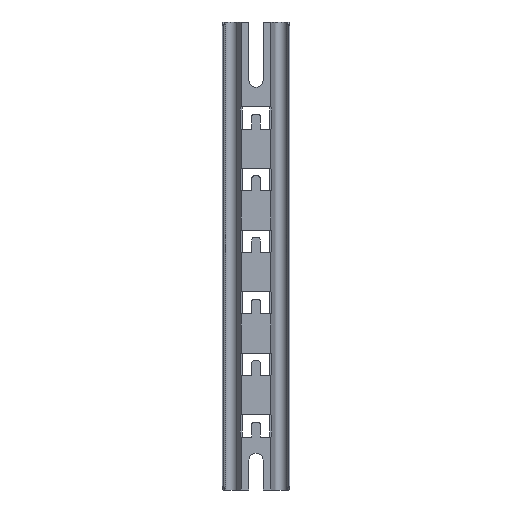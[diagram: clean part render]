
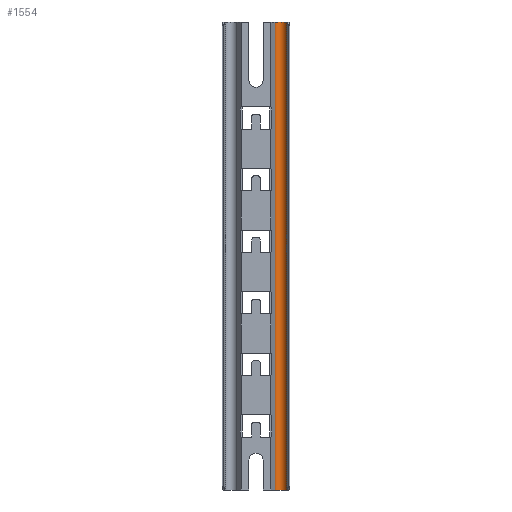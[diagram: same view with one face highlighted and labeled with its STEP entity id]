
A CAD part, front view. The second image highlights one B-rep face of the part: STEP entity #1554.
In plain terms, the highlighted cylindrical face has radius 5 mm (diameter 10 mm), a partial arc.
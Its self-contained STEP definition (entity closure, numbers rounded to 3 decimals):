
#21 = EDGE_CURVE ( 'NONE', #1437, #1645, #1962, .T. ) ;
#55 = CYLINDRICAL_SURFACE ( 'NONE', #2225, 5. ) ;
#74 = DIRECTION ( 'NONE',  ( 0., 0., -1. ) ) ;
#83 = EDGE_CURVE ( 'NONE', #1437, #3135, #2475, .T. ) ;
#122 = AXIS2_PLACEMENT_3D ( 'NONE', #607, #2681, #897 ) ;
#229 = EDGE_CURVE ( 'NONE', #1645, #3170, #617, .T. ) ;
#245 = CARTESIAN_POINT ( 'NONE',  ( 15.147, 12.702, -190. ) ) ;
#296 = ORIENTED_EDGE ( 'NONE', *, *, #3536, .F. ) ;
#384 = ORIENTED_EDGE ( 'NONE', *, *, #83, .F. ) ;
#433 = ORIENTED_EDGE ( 'NONE', *, *, #21, .T. ) ;
#514 = AXIS2_PLACEMENT_3D ( 'NONE', #1825, #74, #2132 ) ;
#607 = CARTESIAN_POINT ( 'NONE',  ( 20., 11.5, 190. ) ) ;
#617 = CIRCLE ( 'NONE', #514, 5. ) ;
#672 = LINE ( 'NONE', #2827, #3571 ) ;
#897 = DIRECTION ( 'NONE',  ( -1., 0., 0. ) ) ;
#1078 = VECTOR ( 'NONE', #2042, 1000. ) ;
#1360 = DIRECTION ( 'NONE',  ( 0., 0., -1. ) ) ;
#1369 = DIRECTION ( 'NONE',  ( 0., 0., -1. ) ) ;
#1437 = VERTEX_POINT ( 'NONE', #2745 ) ;
#1554 = ADVANCED_FACE ( 'NONE', ( #3160 ), #55, .F. ) ;
#1588 = DIRECTION ( 'NONE',  ( -1., 0., 0. ) ) ;
#1645 = VERTEX_POINT ( 'NONE', #245 ) ;
#1657 = CARTESIAN_POINT ( 'NONE',  ( 20., 11.5, 190. ) ) ;
#1825 = CARTESIAN_POINT ( 'NONE',  ( 20., 11.5, -190. ) ) ;
#1962 = LINE ( 'NONE', #2933, #1078 ) ;
#2042 = DIRECTION ( 'NONE',  ( 0., 0., -1. ) ) ;
#2132 = DIRECTION ( 'NONE',  ( -1., 0., 0. ) ) ;
#2225 = AXIS2_PLACEMENT_3D ( 'NONE', #1657, #1369, #1588 ) ;
#2475 = CIRCLE ( 'NONE', #122, 5. ) ;
#2681 = DIRECTION ( 'NONE',  ( 0., 0., -1. ) ) ;
#2745 = CARTESIAN_POINT ( 'NONE',  ( 15.147, 12.702, 190. ) ) ;
#2810 = CARTESIAN_POINT ( 'NONE',  ( 24.807, 12.874, 190. ) ) ;
#2827 = CARTESIAN_POINT ( 'NONE',  ( 24.807, 12.874, 190. ) ) ;
#2933 = CARTESIAN_POINT ( 'NONE',  ( 15.147, 12.702, 190. ) ) ;
#3135 = VERTEX_POINT ( 'NONE', #2810 ) ;
#3160 = FACE_OUTER_BOUND ( 'NONE', #3199, .T. ) ;
#3170 = VERTEX_POINT ( 'NONE', #3633 ) ;
#3199 = EDGE_LOOP ( 'NONE', ( #3418, #296, #384, #433 ) ) ;
#3418 = ORIENTED_EDGE ( 'NONE', *, *, #229, .T. ) ;
#3536 = EDGE_CURVE ( 'NONE', #3135, #3170, #672, .T. ) ;
#3571 = VECTOR ( 'NONE', #1360, 1000. ) ;
#3633 = CARTESIAN_POINT ( 'NONE',  ( 24.807, 12.874, -190. ) ) ;
